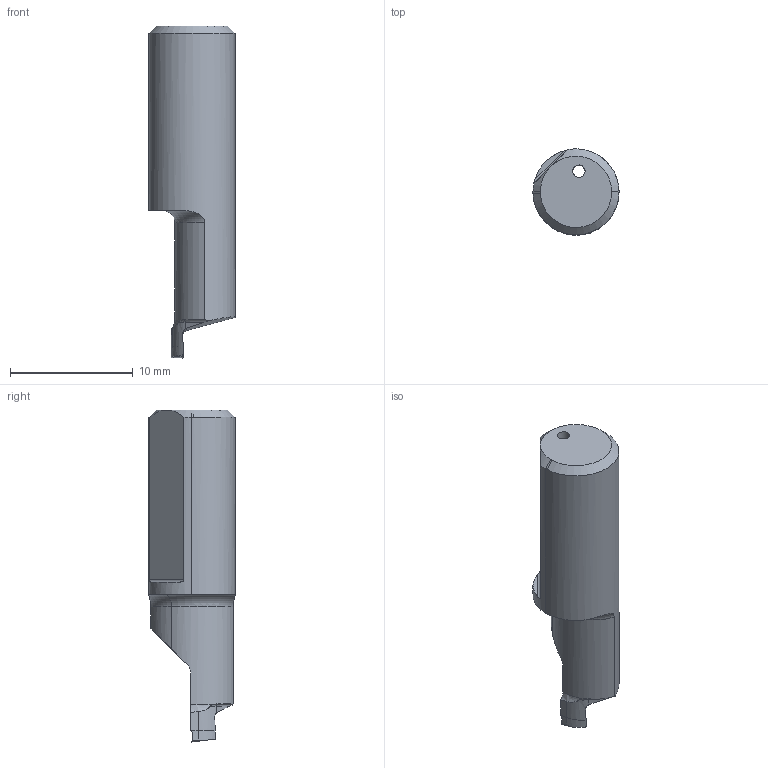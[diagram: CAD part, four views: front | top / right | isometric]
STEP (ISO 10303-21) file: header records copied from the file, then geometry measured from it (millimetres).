
FILE_DESCRIPTION(('CATIA V5 STEP','CAx-IF Rec.Pracs.--- Model Styling and Organization---1.2---2011-12-15'),'2;1');
FILE_NAME('6861045 - MINFR07-110100D060_STPL.stp','2018-06-08T05:22:14+00:00',('none'),('none'),'CATIA Version 5 Release 21 SP 5 (IN-10)','CATIA V5 STEP AP214','none');
FILE_SCHEMA(('AUTOMOTIVE_DESIGN { 1 0 10303 214 1 1 1 1 }'));
Length unit declared in the file: millimetre
Products named in the file (1): MINFR07-110100D060
Bounding box: 7 x 7 x 27 mm (x, y, z)
Volume: 710.5 mm3; surface area: 605.7 mm2
Topology: 2 solids, 2 shells, 42 faces, 117 edges, 81 vertices
Faces by surface type: cylinder 16, plane 12, bspline 7, cone 4, torus 3
Entity records: 1767 total; most frequent: CARTESIAN_POINT 718, ORIENTED_EDGE 218, DIRECTION 133, EDGE_CURVE 109, VERTEX_POINT 71, AXIS2_PLACEMENT_3D 57, B_SPLINE_CURVE_WITH_KNOTS 56, EDGE_LOOP 44
